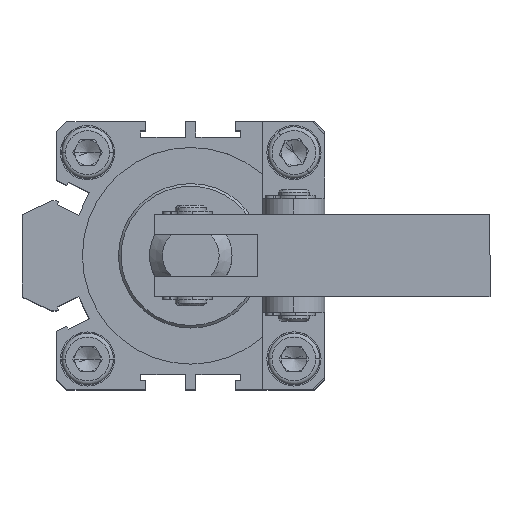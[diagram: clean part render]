
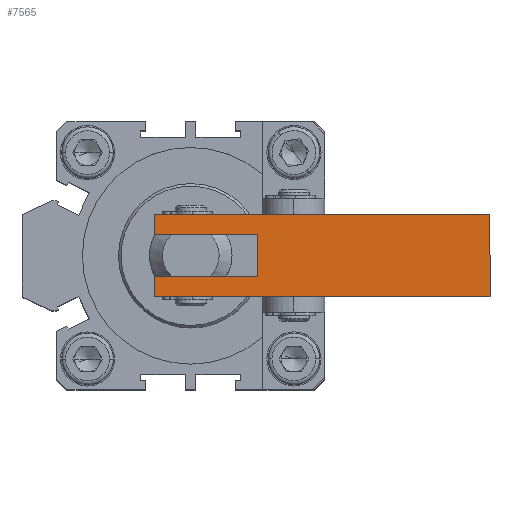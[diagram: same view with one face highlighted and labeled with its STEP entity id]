
A CAD part, top view. The second image highlights one B-rep face of the part: STEP entity #7565.
In plain terms, the highlighted face is planar.
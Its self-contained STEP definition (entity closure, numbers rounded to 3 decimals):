
#247 = VERTEX_POINT ( 'NONE', #10453 ) ;
#250 = VERTEX_POINT ( 'NONE', #10457 ) ;
#251 = VERTEX_POINT ( 'NONE', #10456 ) ;
#870 = CARTESIAN_POINT ( 'NONE',  ( -32.5, -4., 0. ) ) ;
#871 = DIRECTION ( 'NONE',  ( -1., 0., 0. ) ) ;
#999 = VERTEX_POINT ( 'NONE', #4350 ) ;
#1745 = CARTESIAN_POINT ( 'NONE',  ( -12.5, 4., 0. ) ) ;
#1752 = DIRECTION ( 'NONE',  ( 0., -1., 0. ) ) ;
#2366 = CARTESIAN_POINT ( 'NONE',  ( -32.5, -8., 0. ) ) ;
#2387 = CARTESIAN_POINT ( 'NONE',  ( -32.5, -4., 0. ) ) ;
#2389 = CARTESIAN_POINT ( 'NONE',  ( -12.5, -4., 0. ) ) ;
#2436 = CARTESIAN_POINT ( 'NONE',  ( 32.5, -8., 0. ) ) ;
#3375 = LINE ( 'NONE', #870, #3378 ) ;
#3378 = VECTOR ( 'NONE', #871, 1000. ) ;
#3432 = LINE ( 'NONE', #6766, #3433 ) ;
#3433 = VECTOR ( 'NONE', #6770, 1000. ) ;
#3473 = LINE ( 'NONE', #6854, #3476 ) ;
#3476 = VECTOR ( 'NONE', #6855, 1000. ) ;
#4350 = CARTESIAN_POINT ( 'NONE',  ( -32.5, 4., 0. ) ) ;
#4607 = FACE_OUTER_BOUND ( 'NONE', #6521, .T. ) ;
#5126 = VECTOR ( 'NONE', #8273, 1000. ) ;
#5129 = LINE ( 'NONE', #8272, #5126 ) ;
#5304 = EDGE_CURVE ( 'NONE', #247, #6144, #5781, .T. ) ;
#5323 = EDGE_CURVE ( 'NONE', #251, #999, #5749, .T. ) ;
#5347 = EDGE_CURVE ( 'NONE', #250, #251, #5707, .T. ) ;
#5352 = EDGE_CURVE ( 'NONE', #999, #247, #5700, .T. ) ;
#5389 = EDGE_CURVE ( 'NONE', #6574, #250, #5129, .T. ) ;
#5696 = VECTOR ( 'NONE', #8186, 1000. ) ;
#5700 = LINE ( 'NONE', #8180, #5696 ) ;
#5704 = VECTOR ( 'NONE', #8174, 1000. ) ;
#5707 = LINE ( 'NONE', #8173, #5704 ) ;
#5746 = VECTOR ( 'NONE', #8121, 1000. ) ;
#5749 = LINE ( 'NONE', #8119, #5746 ) ;
#5776 = VECTOR ( 'NONE', #1752, 1000. ) ;
#5781 = LINE ( 'NONE', #1745, #5776 ) ;
#6140 = VERTEX_POINT ( 'NONE', #2387 ) ;
#6143 = VERTEX_POINT ( 'NONE', #2366 ) ;
#6144 = VERTEX_POINT ( 'NONE', #2389 ) ;
#6521 = EDGE_LOOP ( 'NONE', ( #10419, #10370, #10448, #10399, #10384, #10420, #6578, #6579 ) ) ;
#6574 = VERTEX_POINT ( 'NONE', #2436 ) ;
#6578 = ORIENTED_EDGE ( 'NONE', *, *, #5323, .F. ) ;
#6579 = ORIENTED_EDGE ( 'NONE', *, *, #5347, .F. ) ;
#6766 = CARTESIAN_POINT ( 'NONE',  ( -32.5, -8., 0. ) ) ;
#6770 = DIRECTION ( 'NONE',  ( 1., 0., 0. ) ) ;
#6854 = CARTESIAN_POINT ( 'NONE',  ( -32.5, -8., 0. ) ) ;
#6855 = DIRECTION ( 'NONE',  ( 0., -1., 0. ) ) ;
#7565 = ADVANCED_FACE ( 'NONE', ( #4607 ), #9825, .T. ) ;
#8119 = CARTESIAN_POINT ( 'NONE',  ( -32.5, 4., 0. ) ) ;
#8121 = DIRECTION ( 'NONE',  ( 0., -1., 0. ) ) ;
#8173 = CARTESIAN_POINT ( 'NONE',  ( -32.5, 8., 0. ) ) ;
#8174 = DIRECTION ( 'NONE',  ( -1., 0., 0. ) ) ;
#8180 = CARTESIAN_POINT ( 'NONE',  ( -32.5, 4., 0. ) ) ;
#8186 = DIRECTION ( 'NONE',  ( 1., 0., 0. ) ) ;
#8272 = CARTESIAN_POINT ( 'NONE',  ( 32.5, -8., 0. ) ) ;
#8273 = DIRECTION ( 'NONE',  ( 0., 1., 0. ) ) ;
#9155 = AXIS2_PLACEMENT_3D ( 'NONE', #9824, #9848, #9849 ) ;
#9824 = CARTESIAN_POINT ( 'NONE',  ( 0., 0., 0. ) ) ;
#9825 = PLANE ( 'NONE',  #9155 ) ;
#9848 = DIRECTION ( 'NONE',  ( 0., 0., -1. ) ) ;
#9849 = DIRECTION ( 'NONE',  ( -1., 0., 0. ) ) ;
#10370 = ORIENTED_EDGE ( 'NONE', *, *, #10781, .F. ) ;
#10384 = ORIENTED_EDGE ( 'NONE', *, *, #5304, .F. ) ;
#10399 = ORIENTED_EDGE ( 'NONE', *, *, #10745, .F. ) ;
#10419 = ORIENTED_EDGE ( 'NONE', *, *, #5389, .F. ) ;
#10420 = ORIENTED_EDGE ( 'NONE', *, *, #5352, .F. ) ;
#10448 = ORIENTED_EDGE ( 'NONE', *, *, #10808, .F. ) ;
#10453 = CARTESIAN_POINT ( 'NONE',  ( -12.5, 4., 0. ) ) ;
#10456 = CARTESIAN_POINT ( 'NONE',  ( -32.5, 8., 0. ) ) ;
#10457 = CARTESIAN_POINT ( 'NONE',  ( 32.5, 8., 0. ) ) ;
#10745 = EDGE_CURVE ( 'NONE', #6144, #6140, #3375, .T. ) ;
#10781 = EDGE_CURVE ( 'NONE', #6143, #6574, #3432, .T. ) ;
#10808 = EDGE_CURVE ( 'NONE', #6140, #6143, #3473, .T. ) ;
